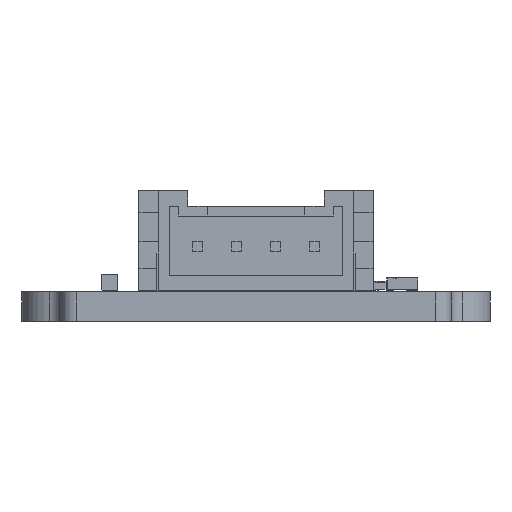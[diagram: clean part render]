
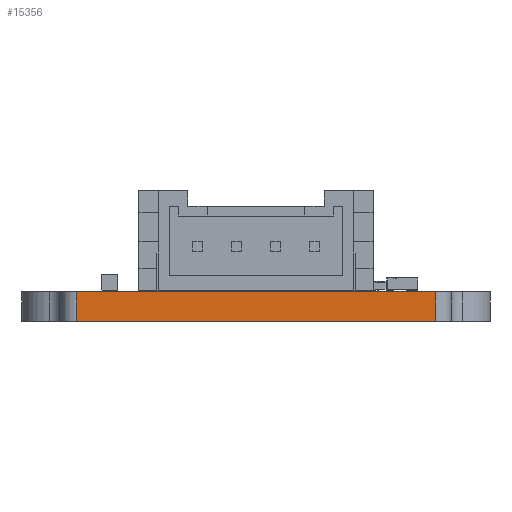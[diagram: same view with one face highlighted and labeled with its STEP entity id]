
A CAD part, left-side view. The second image highlights one B-rep face of the part: STEP entity #15356.
In plain terms, the highlighted planar face has unit normal (-1, 0, 0).
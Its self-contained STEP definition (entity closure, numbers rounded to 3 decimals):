
#14791 = VERTEX_POINT('',#14792);
#14792 = CARTESIAN_POINT('',(0.,-0.8,0.));
#14799 = EDGE_CURVE('',#14800,#14791,#14802,.T.);
#14800 = VERTEX_POINT('',#14801);
#14801 = CARTESIAN_POINT('',(0.,-19.2,0.));
#14802 = LINE('',#14803,#14804);
#14803 = CARTESIAN_POINT('',(0.,-19.2,0.));
#14804 = VECTOR('',#14805,1.);
#14805 = DIRECTION('',(0.,1.,0.));
#15047 = VERTEX_POINT('',#15048);
#15048 = CARTESIAN_POINT('',(0.,-0.8,1.51));
#15055 = EDGE_CURVE('',#15056,#15047,#15058,.T.);
#15056 = VERTEX_POINT('',#15057);
#15057 = CARTESIAN_POINT('',(0.,-19.2,1.51));
#15058 = LINE('',#15059,#15060);
#15059 = CARTESIAN_POINT('',(0.,-19.2,1.51));
#15060 = VECTOR('',#15061,1.);
#15061 = DIRECTION('',(0.,1.,0.));
#15326 = EDGE_CURVE('',#14791,#15047,#15327,.T.);
#15327 = LINE('',#15328,#15329);
#15328 = CARTESIAN_POINT('',(0.,-0.8,0.));
#15329 = VECTOR('',#15330,1.);
#15330 = DIRECTION('',(0.,0.,1.));
#15356 = ADVANCED_FACE('',(#15357),#15368,.T.);
#15357 = FACE_BOUND('',#15358,.T.);
#15358 = EDGE_LOOP('',(#15359,#15365,#15366,#15367));
#15359 = ORIENTED_EDGE('',*,*,#15360,.T.);
#15360 = EDGE_CURVE('',#14800,#15056,#15361,.T.);
#15361 = LINE('',#15362,#15363);
#15362 = CARTESIAN_POINT('',(0.,-19.2,0.));
#15363 = VECTOR('',#15364,1.);
#15364 = DIRECTION('',(0.,0.,1.));
#15365 = ORIENTED_EDGE('',*,*,#15055,.T.);
#15366 = ORIENTED_EDGE('',*,*,#15326,.F.);
#15367 = ORIENTED_EDGE('',*,*,#14799,.F.);
#15368 = PLANE('',#15369);
#15369 = AXIS2_PLACEMENT_3D('',#15370,#15371,#15372);
#15370 = CARTESIAN_POINT('',(0.,-19.2,0.));
#15371 = DIRECTION('',(-1.,0.,0.));
#15372 = DIRECTION('',(0.,1.,0.));
